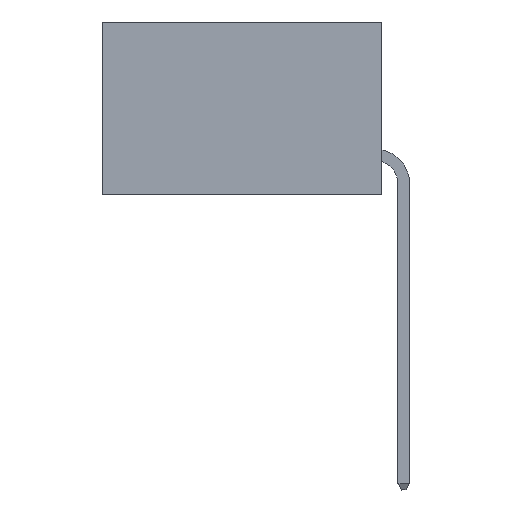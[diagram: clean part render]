
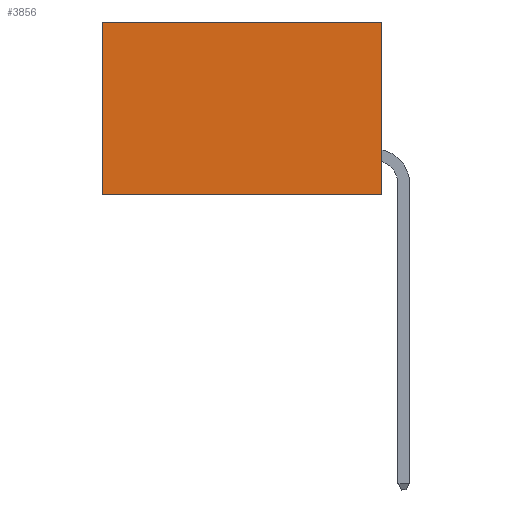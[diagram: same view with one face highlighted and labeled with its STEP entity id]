
A CAD part, left-side view. The second image highlights one B-rep face of the part: STEP entity #3856.
In plain terms, the highlighted planar face has unit normal (-1, 0, 0).
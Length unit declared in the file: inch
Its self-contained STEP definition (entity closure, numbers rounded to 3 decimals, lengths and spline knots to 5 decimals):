
#41 = EDGE_CURVE ( 'NONE', #4129, #10831, #10793, .T. ) ;
#297 = EDGE_CURVE ( 'NONE', #2676, #10831, #8690, .T. ) ;
#546 = DIRECTION ( 'NONE',  ( 0., 1., 0. ) ) ;
#993 = DIRECTION ( 'NONE',  ( 0., 1., 0. ) ) ;
#1798 = DIRECTION ( 'NONE',  ( 1., 0., 0. ) ) ;
#1823 = VECTOR ( 'NONE', #546, 39.37008 ) ;
#2676 = VERTEX_POINT ( 'NONE', #7782 ) ;
#2789 = FACE_OUTER_BOUND ( 'NONE', #5865, .T. ) ;
#3036 = CARTESIAN_POINT ( 'NONE',  ( 0.2875, 0., 0. ) ) ;
#3067 = CARTESIAN_POINT ( 'NONE',  ( 0.2875, 0., -0.37 ) ) ;
#3121 = DIRECTION ( 'NONE',  ( 0., 0., -1. ) ) ;
#3317 = ORIENTED_EDGE ( 'NONE', *, *, #3606, .F. ) ;
#3591 = PLANE ( 'NONE',  #7620 ) ;
#3606 = EDGE_CURVE ( 'NONE', #5224, #2676, #4223, .T. ) ;
#3856 = ADVANCED_FACE ( 'NONE', ( #2789 ), #3591, .F. ) ;
#4129 = VERTEX_POINT ( 'NONE', #6672 ) ;
#4223 = LINE ( 'NONE', #8428, #9578 ) ;
#4734 = DIRECTION ( 'NONE',  ( 0., 0., -1. ) ) ;
#4754 = ORIENTED_EDGE ( 'NONE', *, *, #5827, .T. ) ;
#4993 = VECTOR ( 'NONE', #993, 39.37008 ) ;
#5224 = VERTEX_POINT ( 'NONE', #3036 ) ;
#5706 = CARTESIAN_POINT ( 'NONE',  ( 0.2875, 0.6, 0. ) ) ;
#5711 = VECTOR ( 'NONE', #3121, 39.37008 ) ;
#5827 = EDGE_CURVE ( 'NONE', #5224, #4129, #10895, .T. ) ;
#5865 = EDGE_LOOP ( 'NONE', ( #9828, #7451, #3317, #4754 ) ) ;
#6295 = CARTESIAN_POINT ( 'NONE',  ( 0.2875, 0., 0. ) ) ;
#6672 = CARTESIAN_POINT ( 'NONE',  ( 0.2875, 0.6, 0. ) ) ;
#7451 = ORIENTED_EDGE ( 'NONE', *, *, #297, .F. ) ;
#7620 = AXIS2_PLACEMENT_3D ( 'NONE', #6295, #1798, #9885 ) ;
#7782 = CARTESIAN_POINT ( 'NONE',  ( 0.2875, 0., -0.37 ) ) ;
#8108 = CARTESIAN_POINT ( 'NONE',  ( 0.2875, 0., 0. ) ) ;
#8428 = CARTESIAN_POINT ( 'NONE',  ( 0.2875, 0., 0. ) ) ;
#8690 = LINE ( 'NONE', #3067, #1823 ) ;
#9578 = VECTOR ( 'NONE', #4734, 39.37008 ) ;
#9828 = ORIENTED_EDGE ( 'NONE', *, *, #41, .T. ) ;
#9885 = DIRECTION ( 'NONE',  ( 0., 0., -1. ) ) ;
#10559 = CARTESIAN_POINT ( 'NONE',  ( 0.2875, 0.6, -0.37 ) ) ;
#10793 = LINE ( 'NONE', #5706, #5711 ) ;
#10831 = VERTEX_POINT ( 'NONE', #10559 ) ;
#10895 = LINE ( 'NONE', #8108, #4993 ) ;
